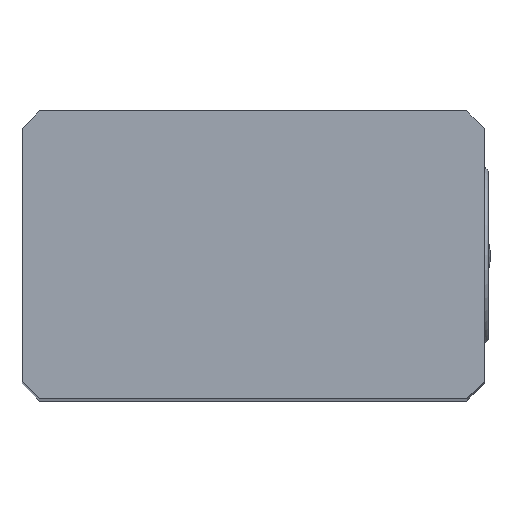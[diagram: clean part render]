
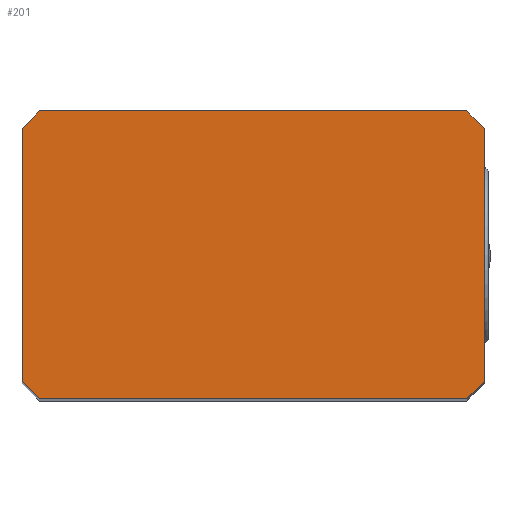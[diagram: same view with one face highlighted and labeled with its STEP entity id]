
A CAD part, top view. The second image highlights one B-rep face of the part: STEP entity #201.
In plain terms, the highlighted planar face has unit normal (0, 0, 1).
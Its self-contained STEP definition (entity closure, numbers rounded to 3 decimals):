
#32 = VERTEX_POINT('',#33);
#33 = CARTESIAN_POINT('',(200.,109.5,1200.));
#39 = EDGE_CURVE('',#32,#40,#42,.T.);
#40 = VERTEX_POINT('',#41);
#41 = CARTESIAN_POINT('',(200.,-109.5,1200.));
#42 = LINE('',#43,#44);
#43 = CARTESIAN_POINT('',(200.,124.5,1200.));
#44 = VECTOR('',#45,1.);
#45 = DIRECTION('',(0.,-1.,0.));
#159 = EDGE_CURVE('',#32,#160,#162,.T.);
#160 = VERTEX_POINT('',#161);
#161 = CARTESIAN_POINT('',(185.,124.5,1200.));
#162 = LINE('',#163,#164);
#163 = CARTESIAN_POINT('',(173.625,135.875,1200.));
#164 = VECTOR('',#165,1.);
#165 = DIRECTION('',(-0.707,0.707,0.));
#183 = EDGE_CURVE('',#40,#184,#186,.T.);
#184 = VERTEX_POINT('',#185);
#185 = CARTESIAN_POINT('',(185.,-124.5,1200.));
#186 = LINE('',#187,#188);
#187 = CARTESIAN_POINT('',(173.625,-135.875,1200.));
#188 = VECTOR('',#189,1.);
#189 = DIRECTION('',(-0.707,-0.707,0.));
#201 = ADVANCED_FACE('',(#202),#245,.T.);
#202 = FACE_BOUND('',#203,.T.);
#203 = EDGE_LOOP('',(#204,#214,#222,#228,#229,#230,#231,#239));
#204 = ORIENTED_EDGE('',*,*,#205,.F.);
#205 = EDGE_CURVE('',#206,#208,#210,.T.);
#206 = VERTEX_POINT('',#207);
#207 = CARTESIAN_POINT('',(-200.,-109.5,1200.));
#208 = VERTEX_POINT('',#209);
#209 = CARTESIAN_POINT('',(-200.,109.5,1200.));
#210 = LINE('',#211,#212);
#211 = CARTESIAN_POINT('',(-200.,-124.5,1200.));
#212 = VECTOR('',#213,1.);
#213 = DIRECTION('',(0.,1.,0.));
#214 = ORIENTED_EDGE('',*,*,#215,.F.);
#215 = EDGE_CURVE('',#216,#206,#218,.T.);
#216 = VERTEX_POINT('',#217);
#217 = CARTESIAN_POINT('',(-185.,-124.5,1200.));
#218 = LINE('',#219,#220);
#219 = CARTESIAN_POINT('',(-173.625,-135.875,1200.));
#220 = VECTOR('',#221,1.);
#221 = DIRECTION('',(-0.707,0.707,0.));
#222 = ORIENTED_EDGE('',*,*,#223,.F.);
#223 = EDGE_CURVE('',#184,#216,#224,.T.);
#224 = LINE('',#225,#226);
#225 = CARTESIAN_POINT('',(200.,-124.5,1200.));
#226 = VECTOR('',#227,1.);
#227 = DIRECTION('',(-1.,0.,0.));
#228 = ORIENTED_EDGE('',*,*,#183,.F.);
#229 = ORIENTED_EDGE('',*,*,#39,.F.);
#230 = ORIENTED_EDGE('',*,*,#159,.T.);
#231 = ORIENTED_EDGE('',*,*,#232,.F.);
#232 = EDGE_CURVE('',#233,#160,#235,.T.);
#233 = VERTEX_POINT('',#234);
#234 = CARTESIAN_POINT('',(-185.,124.5,1200.));
#235 = LINE('',#236,#237);
#236 = CARTESIAN_POINT('',(-200.,124.5,1200.));
#237 = VECTOR('',#238,1.);
#238 = DIRECTION('',(1.,0.,0.));
#239 = ORIENTED_EDGE('',*,*,#240,.T.);
#240 = EDGE_CURVE('',#233,#208,#241,.T.);
#241 = LINE('',#242,#243);
#242 = CARTESIAN_POINT('',(-173.625,135.875,1200.));
#243 = VECTOR('',#244,1.);
#244 = DIRECTION('',(-0.707,-0.707,0.));
#245 = PLANE('',#246);
#246 = AXIS2_PLACEMENT_3D('',#247,#248,#249);
#247 = CARTESIAN_POINT('',(0.,0.,1200.));
#248 = DIRECTION('',(0.,0.,1.));
#249 = DIRECTION('',(1.,0.,0.));
